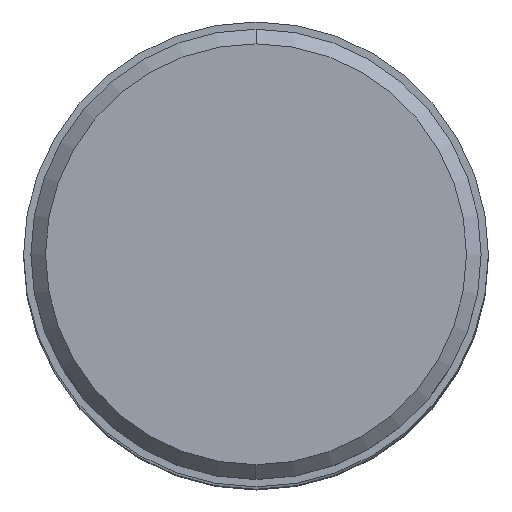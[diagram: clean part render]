
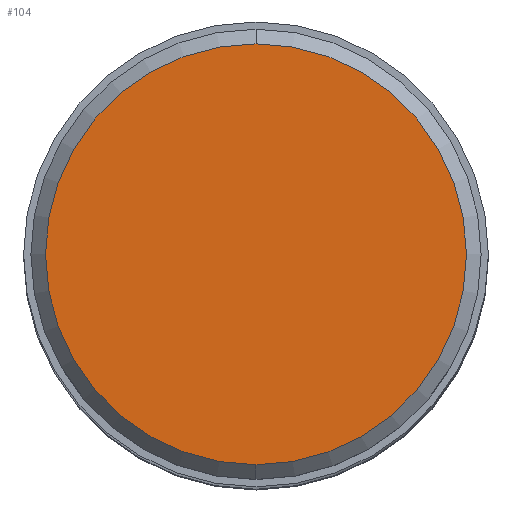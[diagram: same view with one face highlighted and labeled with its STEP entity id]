
A CAD part, top view. The second image highlights one B-rep face of the part: STEP entity #104.
In plain terms, the highlighted planar face has unit normal (0, 0, 1).
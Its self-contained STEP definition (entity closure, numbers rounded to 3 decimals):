
#52=PLANE('',#1144);
#104=ADVANCED_FACE('',(#187),#52,.F.);
#187=FACE_OUTER_BOUND('',#245,.T.);
#245=EDGE_LOOP('',(#390,#391,#392,#393));
#390=ORIENTED_EDGE('',*,*,#680,.T.);
#391=ORIENTED_EDGE('',*,*,#681,.T.);
#392=ORIENTED_EDGE('',*,*,#682,.T.);
#393=ORIENTED_EDGE('',*,*,#683,.T.);
#576=VERTEX_POINT('',#1764);
#577=VERTEX_POINT('',#1765);
#578=VERTEX_POINT('',#1767);
#579=VERTEX_POINT('',#1769);
#680=EDGE_CURVE('',#576,#577,#816,.T.);
#681=EDGE_CURVE('',#577,#578,#817,.T.);
#682=EDGE_CURVE('',#578,#579,#818,.T.);
#683=EDGE_CURVE('',#579,#576,#819,.T.);
#816=CIRCLE('',#1140,14.375);
#817=CIRCLE('',#1141,14.375);
#818=CIRCLE('',#1142,14.375);
#819=CIRCLE('',#1143,14.375);
#1140=AXIS2_PLACEMENT_3D('',#1763,#1431,#1432);
#1141=AXIS2_PLACEMENT_3D('',#1766,#1433,#1434);
#1142=AXIS2_PLACEMENT_3D('',#1768,#1435,#1436);
#1143=AXIS2_PLACEMENT_3D('',#1770,#1437,#1438);
#1144=AXIS2_PLACEMENT_3D('',#1771,#1439,#1440);
#1431=DIRECTION('',(0.,0.,1.));
#1432=DIRECTION('',(1.,0.,0.));
#1433=DIRECTION('',(0.,0.,1.));
#1434=DIRECTION('',(0.,1.,0.));
#1435=DIRECTION('',(0.,0.,1.));
#1436=DIRECTION('',(-1.,0.,0.));
#1437=DIRECTION('',(0.,0.,1.));
#1438=DIRECTION('',(0.,-1.,0.));
#1439=DIRECTION('',(0.,0.,-1.));
#1440=DIRECTION('',(1.,0.,0.));
#1763=CARTESIAN_POINT('',(0.,0.,42.863));
#1764=CARTESIAN_POINT('',(14.375,0.,42.863));
#1765=CARTESIAN_POINT('',(0.,14.375,42.863));
#1766=CARTESIAN_POINT('',(0.,0.,42.863));
#1767=CARTESIAN_POINT('',(-14.375,0.,42.863));
#1768=CARTESIAN_POINT('',(0.,0.,42.863));
#1769=CARTESIAN_POINT('',(0.,-14.375,42.863));
#1770=CARTESIAN_POINT('',(0.,0.,42.863));
#1771=CARTESIAN_POINT('',(0.,0.,42.863));
